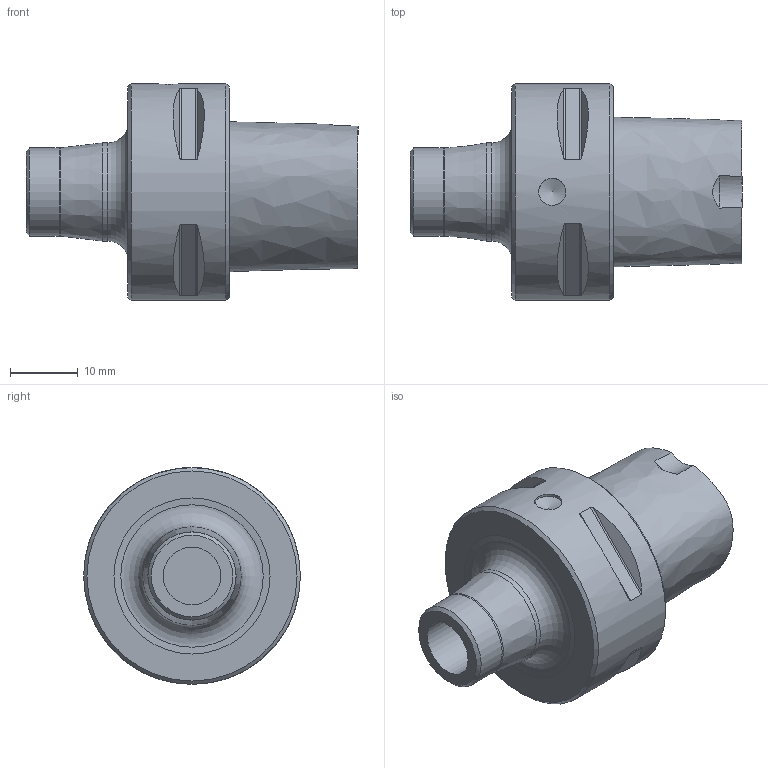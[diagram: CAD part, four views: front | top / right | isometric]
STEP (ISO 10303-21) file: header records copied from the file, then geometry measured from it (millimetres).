
FILE_DESCRIPTION(/* description */ (''),/* implementation_level */ '2;1');
FILE_NAME(/* name */ 'AC3-MM-08-030.stp',/* time_stamp */ '2024-11-15T11:57:25+03:00',/* author */ (''),/* organization */ (''),/* preprocessor_version */ 'ST-DEVELOPER v19.4',/* originating_system */ 'SIEMENS PLM Software NX2306.5001',/* authorisation */ '');
FILE_SCHEMA (('AUTOMOTIVE_DESIGN { 1 0 10303 214 3 1 1 1 }'));
Length unit declared in the file: millimetre
Products named in the file (1): AC3-MM-08-030-light_objects
Bounding box: 49 x 32 x 32 mm (x, y, z)
Volume: 20581.3 mm3; surface area: 5109 mm2
Topology: 1 solids, 1 shells, 41 faces, 91 edges, 58 vertices
Faces by surface type: plane 17, cylinder 14, cone 7, torus 2, bspline 1
Full cylindrical faces by diameter (mm): 4 x1, 8.5 x1, 13 x1, 14.5 x1, 32 x1
Entity records: 1657 total; most frequent: CARTESIAN_POINT 819, DIRECTION 158, ORIENTED_EDGE 142, EDGE_CURVE 71, AXIS2_PLACEMENT_3D 67, EDGE_LOOP 62, VERTEX_POINT 54, ADVANCED_FACE 41
